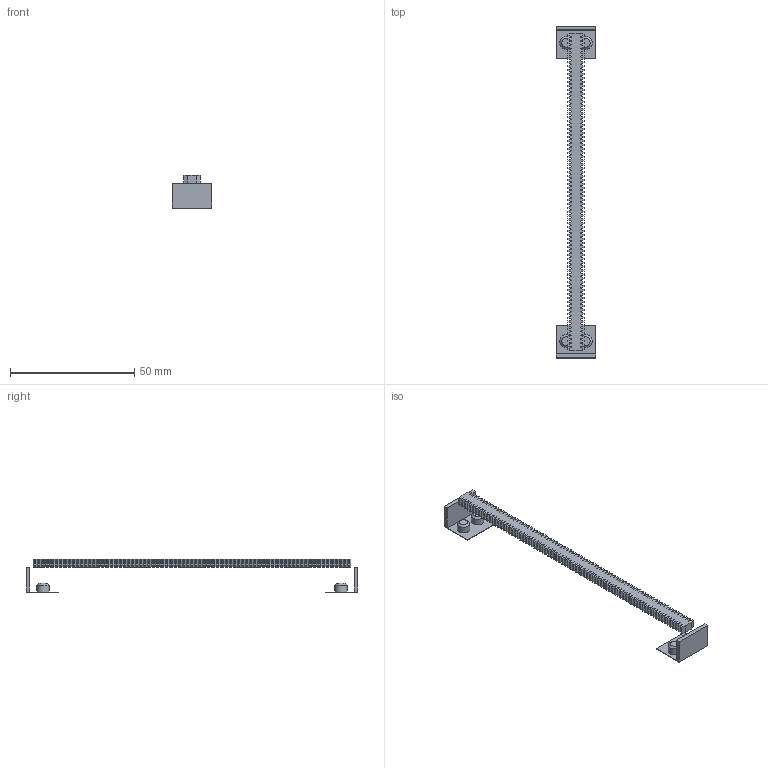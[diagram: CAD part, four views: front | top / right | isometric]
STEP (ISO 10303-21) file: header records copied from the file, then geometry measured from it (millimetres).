
FILE_DESCRIPTION(('Open CASCADE Model'),'2;1');
FILE_NAME('Open CASCADE Shape Model','2025-01-19T18:58:47',('Author'),( 'Open CASCADE'),'Open CASCADE STEP processor 7.7','Open CASCADE 7.7' ,'Unknown');
FILE_SCHEMA(('AUTOMOTIVE_DESIGN { 1 0 10303 214 1 1 1 1 }'));
Length unit declared in the file: millimetre
Products named in the file (5): Open CASCADE STEP translator 7.7 39; Open CASCADE STEP translator 7.7 39.1; Open CASCADE STEP translator 7.7 39.1.1; Open CASCADE STEP translator 7.7 39.1.2; Open CASCADE STEP translator 7.7 39.1.3
Assembly tree (4 placements, depth 3):
  Open CASCADE STEP translator 7.7 39
    Open CASCADE STEP translator 7.7 39.1
      Open CASCADE STEP translator 7.7 39.1.1
      Open CASCADE STEP translator 7.7 39.1.2
      Open CASCADE STEP translator 7.7 39.1.3
Bounding box: 16 x 133.6 x 13.4 mm (x, y, z)
Volume: 2982.6 mm3; surface area: 5176 mm2
Topology: 3 solids, 3 shells, 682 faces, 2012 edges, 1340 vertices
Faces by surface type: plane 674, cylinder 4, cone 4
Full cylindrical faces by diameter (mm): 5 x4
Entity records: 48490 total; most frequent: CARTESIAN_POINT 8063, DIRECTION 7422, LINE 6016, VECTOR 6016, ORIENTED_EDGE 4024, PCURVE 4024, DEFINITIONAL_REPRESENTATION 4024, EDGE_CURVE 2012
